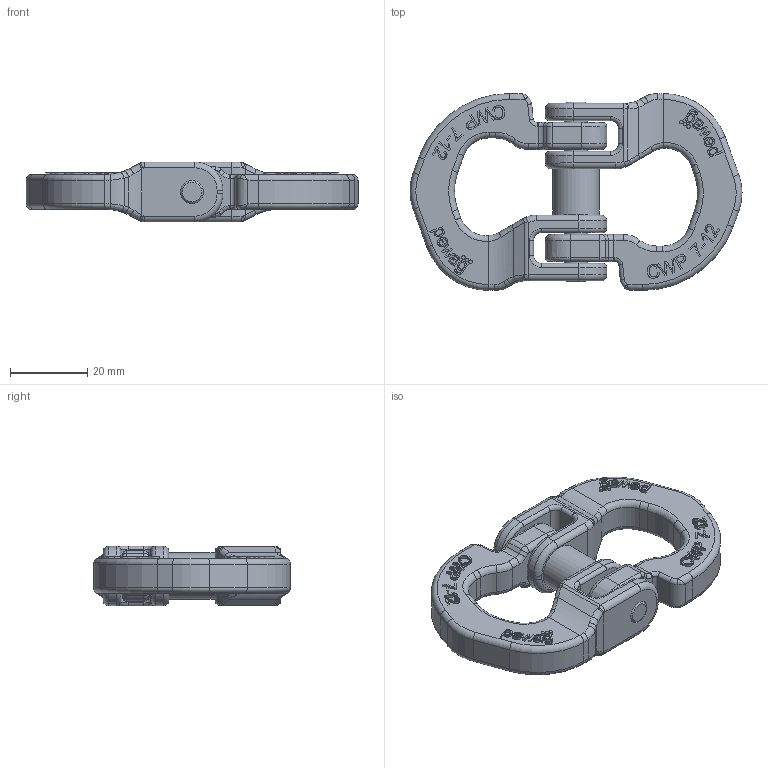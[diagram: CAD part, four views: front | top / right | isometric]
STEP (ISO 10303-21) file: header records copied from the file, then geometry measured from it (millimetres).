
FILE_DESCRIPTION(/* description */ (''),/* implementation_level */ '2;1');
FILE_NAME(/* name */ 'pewag_CWP_7_customer model.stp',/* time_stamp */ '2022-07-13T13:47:51+02:00',/* author */ (''),/* organization */ (''),/* preprocessor_version */ 'ST-DEVELOPER v16',/* originating_system */ 'SIEMENS PLM Software NX 11.0',/* authorisation */ '');
FILE_SCHEMA (('AUTOMOTIVE_DESIGN { 1 0 10303 214 3 1 1 1 }'));
Length unit declared in the file: millimetre
Products named in the file (1): baf42300F06y5r2
Bounding box: 86 x 51 x 15.5 mm (x, y, z)
Volume: 26534.9 mm3; surface area: 12526.3 mm2
Topology: 3 solids, 3 shells, 717 faces, 1786 edges, 1113 vertices
Faces by surface type: plane 228, extrusion 192, cylinder 155, torus 80, bspline 60, cone 2
Full cylindrical faces by diameter (mm): 6 x8, 12 x1
Entity records: 24081 total; most frequent: CARTESIAN_POINT 8130, ORIENTED_EDGE 3520, DIRECTION 2756, EDGE_CURVE 1760, VERTEX_POINT 1108, VECTOR 920, AXIS2_PLACEMENT_3D 918, EDGE_LOOP 788
